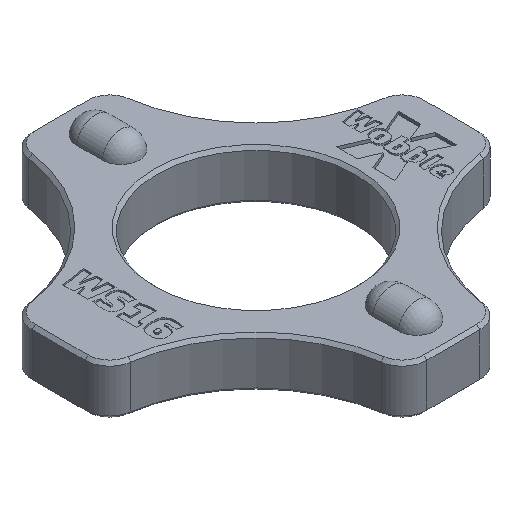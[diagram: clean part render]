
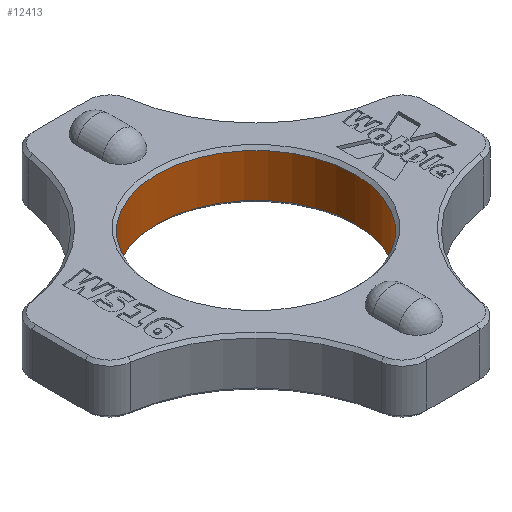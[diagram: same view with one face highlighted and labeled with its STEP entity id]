
A CAD part, isometric view. The second image highlights one B-rep face of the part: STEP entity #12413.
In plain terms, the highlighted cylindrical face has radius 16 mm (diameter 32 mm), a full revolution.
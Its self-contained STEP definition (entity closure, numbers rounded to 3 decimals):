
#23=CYLINDRICAL_SURFACE('',#12850,16.);
#100=CIRCLE('',#12849,16.);
#101=CIRCLE('',#12851,16.);
#1663=FACE_OUTER_BOUND('',#2389,.T.);
#2389=EDGE_LOOP('',(#11226,#11227,#11228,#11229));
#3567=LINE('',#23593,#4740);
#4740=VECTOR('',#14787,16.);
#5966=VERTEX_POINT('',#23587);
#5967=VERTEX_POINT('',#23591);
#7730=EDGE_CURVE('',#5966,#5966,#100,.T.);
#7731=EDGE_CURVE('',#5967,#5967,#101,.T.);
#7732=EDGE_CURVE('',#5967,#5966,#3567,.T.);
#11226=ORIENTED_EDGE('',*,*,#7731,.F.);
#11227=ORIENTED_EDGE('',*,*,#7732,.T.);
#11228=ORIENTED_EDGE('',*,*,#7730,.F.);
#11229=ORIENTED_EDGE('',*,*,#7732,.F.);
#12413=ADVANCED_FACE('',(#1663),#23,.F.);
#12849=AXIS2_PLACEMENT_3D('',#23589,#14781,#14782);
#12850=AXIS2_PLACEMENT_3D('',#23590,#14783,#14784);
#12851=AXIS2_PLACEMENT_3D('',#23592,#14785,#14786);
#14781=DIRECTION('center_axis',(0.,0.,-1.));
#14782=DIRECTION('ref_axis',(-1.,0.,0.));
#14783=DIRECTION('center_axis',(0.,0.,-1.));
#14784=DIRECTION('ref_axis',(-1.,0.,0.));
#14785=DIRECTION('center_axis',(0.,0.,1.));
#14786=DIRECTION('ref_axis',(-1.,0.,0.));
#14787=DIRECTION('',(0.,0.,1.));
#23587=CARTESIAN_POINT('',(16.,0.,3.5));
#23589=CARTESIAN_POINT('Origin',(0.,0.,3.5));
#23590=CARTESIAN_POINT('Origin',(0.,0.,4.));
#23591=CARTESIAN_POINT('',(16.,0.,-3.5));
#23592=CARTESIAN_POINT('Origin',(0.,0.,-3.5));
#23593=CARTESIAN_POINT('',(16.,0.,4.));
